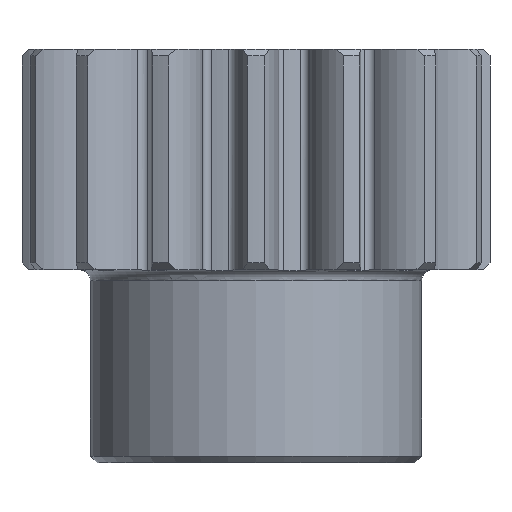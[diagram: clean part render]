
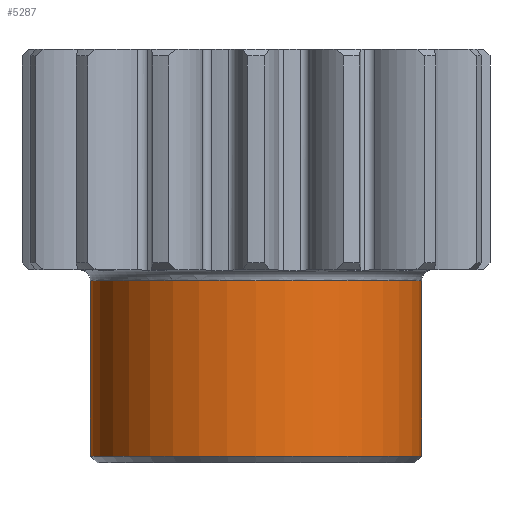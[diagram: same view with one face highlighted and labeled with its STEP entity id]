
A CAD part, front view. The second image highlights one B-rep face of the part: STEP entity #5287.
In plain terms, the highlighted cylindrical face has radius 12 mm (diameter 24 mm), a partial arc.
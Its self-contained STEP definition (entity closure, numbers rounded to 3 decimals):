
#275 = FACE_OUTER_BOUND ( 'NONE', #5288, .T. ) ;
#313 = DIRECTION ( 'NONE',  ( -1., 0., 0. ) ) ;
#314 = DIRECTION ( 'NONE',  ( 0., 0., 1. ) ) ;
#315 = CARTESIAN_POINT ( 'NONE',  ( 0., 0., -21.5 ) ) ;
#316 = AXIS2_PLACEMENT_3D ( 'NONE', #315, #314, #313 ) ;
#317 = CIRCLE ( 'NONE', #316, 12. ) ;
#319 = DIRECTION ( 'NONE',  ( 1., 0., 0. ) ) ;
#320 = DIRECTION ( 'NONE',  ( 0., 0., 1. ) ) ;
#321 = CARTESIAN_POINT ( 'NONE',  ( 0., 0., -22. ) ) ;
#322 = AXIS2_PLACEMENT_3D ( 'NONE', #321, #320, #319 ) ;
#323 = CYLINDRICAL_SURFACE ( 'NONE', #322, 12. ) ;
#2960 = CARTESIAN_POINT ( 'NONE',  ( 12., 0., -21.5 ) ) ;
#2967 = CARTESIAN_POINT ( 'NONE',  ( -12., 0., -21.5 ) ) ;
#3285 = CARTESIAN_POINT ( 'NONE',  ( -12., 0., -8.8 ) ) ;
#3684 = DIRECTION ( 'NONE',  ( 0., 0., 1. ) ) ;
#3685 = VECTOR ( 'NONE', #3684, 1000. ) ;
#3686 = CARTESIAN_POINT ( 'NONE',  ( -12., 0., -22. ) ) ;
#3687 = LINE ( 'NONE', #3686, #3685 ) ;
#3820 = DIRECTION ( 'NONE',  ( 0., 0., 1. ) ) ;
#3821 = VECTOR ( 'NONE', #3820, 1000. ) ;
#3822 = CARTESIAN_POINT ( 'NONE',  ( 12., 0., -22. ) ) ;
#3823 = LINE ( 'NONE', #3822, #3821 ) ;
#4050 = DIRECTION ( 'NONE',  ( 1., 0., 0. ) ) ;
#4051 = DIRECTION ( 'NONE',  ( 0., 0., -1. ) ) ;
#4052 = AXIS2_PLACEMENT_3D ( 'NONE', #4059, #4051, #4050 ) ;
#4053 = CIRCLE ( 'NONE', #4052, 12. ) ;
#4059 = CARTESIAN_POINT ( 'NONE',  ( 0., 0., -8.8 ) ) ;
#4096 = CARTESIAN_POINT ( 'NONE',  ( 12., 0., -8.8 ) ) ;
#5287 = ADVANCED_FACE ( 'NONE', ( #275 ), #323, .T. ) ;
#5288 = EDGE_LOOP ( 'NONE', ( #5289, #5290, #5444, #5355 ) ) ;
#5289 = ORIENTED_EDGE ( 'NONE', *, *, #6754, .F. ) ;
#5290 = ORIENTED_EDGE ( 'NONE', *, *, #5291, .T. ) ;
#5291 = EDGE_CURVE ( 'NONE', #6483, #6486, #317, .T. ) ;
#5355 = ORIENTED_EDGE ( 'NONE', *, *, #6893, .T. ) ;
#5444 = ORIENTED_EDGE ( 'NONE', *, *, #6788, .T. ) ;
#6483 = VERTEX_POINT ( 'NONE', #2967 ) ;
#6486 = VERTEX_POINT ( 'NONE', #2960 ) ;
#6584 = VERTEX_POINT ( 'NONE', #3285 ) ;
#6754 = EDGE_CURVE ( 'NONE', #6483, #6584, #3687, .T. ) ;
#6788 = EDGE_CURVE ( 'NONE', #6486, #6902, #3823, .T. ) ;
#6893 = EDGE_CURVE ( 'NONE', #6902, #6584, #4053, .T. ) ;
#6902 = VERTEX_POINT ( 'NONE', #4096 ) ;
